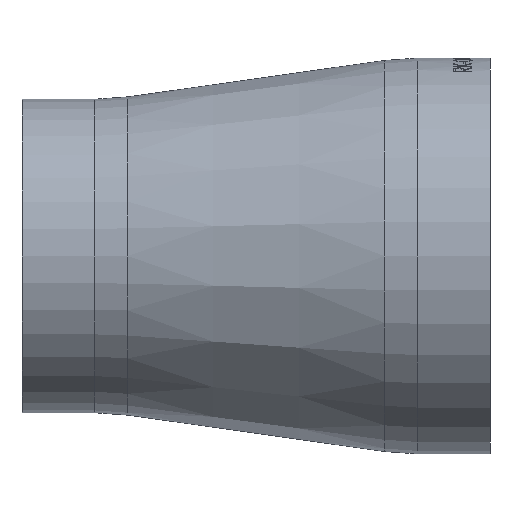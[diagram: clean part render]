
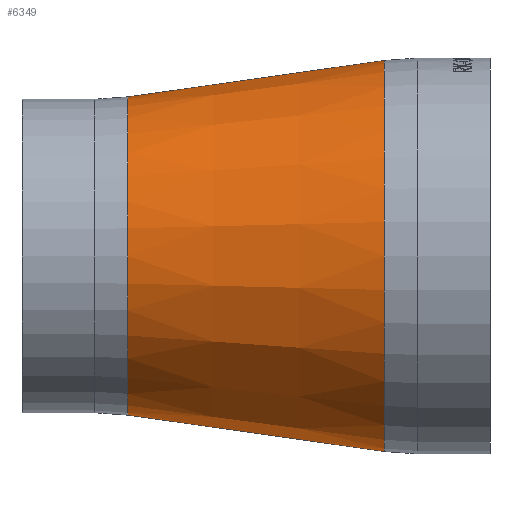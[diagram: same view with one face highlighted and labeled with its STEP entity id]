
A CAD part, left-side view. The second image highlights one B-rep face of the part: STEP entity #6349.
In plain terms, the highlighted conical face has half-angle 8.081 degrees and reference radius 30.597 mm.
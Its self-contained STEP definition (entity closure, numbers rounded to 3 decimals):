
#346 = EDGE_CURVE ( 'NONE', #10719, #10719, #10723, .T. ) ;
#464 = EDGE_LOOP ( 'NONE', ( #647 ) ) ;
#647 = ORIENTED_EDGE ( 'NONE', *, *, #346, .F. ) ;
#1388 = VERTEX_POINT ( 'NONE', #13530 ) ;
#1555 = DIRECTION ( 'NONE',  ( 0., 0., -1. ) ) ;
#1847 = AXIS2_PLACEMENT_3D ( 'NONE', #3488, #3585, #5984 ) ;
#3488 = CARTESIAN_POINT ( 'NONE',  ( 0., 20.326, 0. ) ) ;
#3516 = DIRECTION ( 'NONE',  ( 0., -1., 0. ) ) ;
#3585 = DIRECTION ( 'NONE',  ( 0., -1., 0. ) ) ;
#4549 = AXIS2_PLACEMENT_3D ( 'NONE', #9792, #14394, #1555 ) ;
#5128 = CIRCLE ( 'NONE', #4549, 30.597 ) ;
#5171 = CARTESIAN_POINT ( 'NONE',  ( 0., 20.326, -37.603 ) ) ;
#5360 = ORIENTED_EDGE ( 'NONE', *, *, #8252, .T. ) ;
#5984 = DIRECTION ( 'NONE',  ( 0., 0., -1. ) ) ;
#6349 = ADVANCED_FACE ( 'NONE', ( #8496, #11427 ), #6853, .T. ) ;
#6504 = AXIS2_PLACEMENT_3D ( 'NONE', #8191, #3516, #9450 ) ;
#6853 = CONICAL_SURFACE ( 'NONE', #6504, 30.597, 0.141 ) ;
#8191 = CARTESIAN_POINT ( 'NONE',  ( 0., 69.674, 0. ) ) ;
#8252 = EDGE_CURVE ( 'NONE', #1388, #1388, #5128, .T. ) ;
#8496 = FACE_OUTER_BOUND ( 'NONE', #464, .T. ) ;
#9450 = DIRECTION ( 'NONE',  ( 0., 0., -1. ) ) ;
#9792 = CARTESIAN_POINT ( 'NONE',  ( 0., 69.674, 0. ) ) ;
#10719 = VERTEX_POINT ( 'NONE', #5171 ) ;
#10723 = CIRCLE ( 'NONE', #1847, 37.603 ) ;
#11427 = FACE_BOUND ( 'NONE', #15137, .T. ) ;
#13530 = CARTESIAN_POINT ( 'NONE',  ( 0., 69.674, -30.597 ) ) ;
#14394 = DIRECTION ( 'NONE',  ( 0., -1., 0. ) ) ;
#15137 = EDGE_LOOP ( 'NONE', ( #5360 ) ) ;
